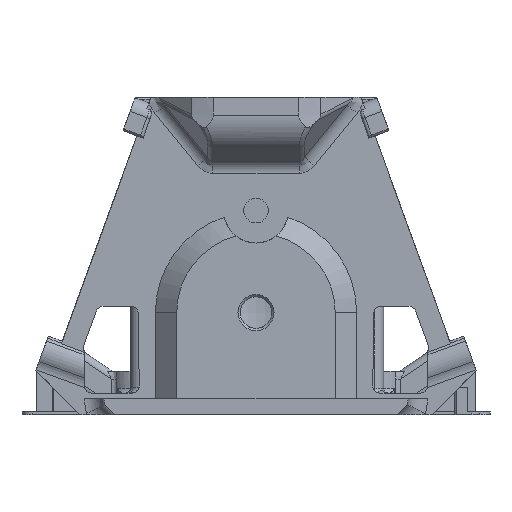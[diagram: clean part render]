
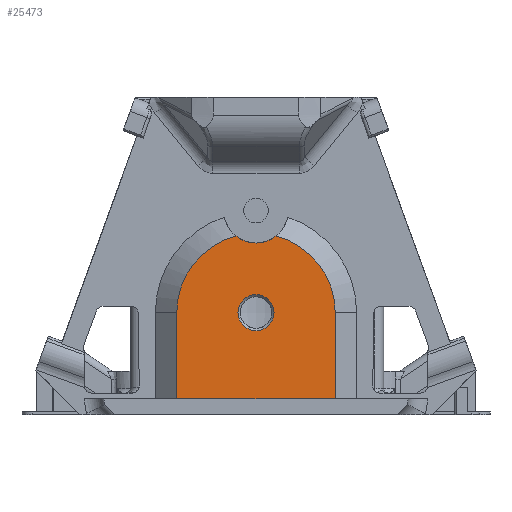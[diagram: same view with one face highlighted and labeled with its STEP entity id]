
A CAD part, front view. The second image highlights one B-rep face of the part: STEP entity #25473.
In plain terms, the highlighted planar face has unit normal (0, -1, 0).
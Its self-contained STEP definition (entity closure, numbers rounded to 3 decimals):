
#782=CIRCLE('',#27182,2.5);
#816=CIRCLE('',#27262,10.979);
#818=CIRCLE('',#27265,10.979);
#819=CIRCLE('',#27268,4.5);
#5256=ORIENTED_EDGE('',*,*,#11994,.F.);
#5257=ORIENTED_EDGE('',*,*,#11989,.F.);
#5258=ORIENTED_EDGE('',*,*,#11993,.T.);
#5259=ORIENTED_EDGE('',*,*,#11995,.F.);
#5260=ORIENTED_EDGE('',*,*,#11996,.F.);
#5261=ORIENTED_EDGE('',*,*,#11986,.T.);
#5262=ORIENTED_EDGE('',*,*,#11855,.F.);
#11855=EDGE_CURVE('',#15393,#15393,#782,.T.);
#11986=EDGE_CURVE('',#15500,#15503,#816,.T.);
#11989=EDGE_CURVE('',#15506,#15507,#818,.T.);
#11993=EDGE_CURVE('',#15506,#15509,#17834,.T.);
#11994=EDGE_CURVE('',#15507,#15503,#819,.T.);
#11995=EDGE_CURVE('',#15510,#15509,#17835,.T.);
#11996=EDGE_CURVE('',#15500,#15510,#17836,.T.);
#15393=VERTEX_POINT('',#43249);
#15500=VERTEX_POINT('',#43570);
#15503=VERTEX_POINT('',#43579);
#15506=VERTEX_POINT('',#43586);
#15507=VERTEX_POINT('',#43588);
#15509=VERTEX_POINT('',#43598);
#15510=VERTEX_POINT('',#43603);
#17834=LINE('',#43599,#19916);
#17835=LINE('',#43602,#19917);
#17836=LINE('',#43604,#19918);
#19916=VECTOR('',#31262,1000.);
#19917=VECTOR('',#31267,1000.);
#19918=VECTOR('',#31268,1000.);
#21664=EDGE_LOOP('',(#5256,#5257,#5258,#5259,#5260,#5261));
#21665=EDGE_LOOP('',(#5262));
#23248=FACE_BOUND('',#21664,.T.);
#23249=FACE_BOUND('',#21665,.T.);
#24611=PLANE('',#27267);
#25473=ADVANCED_FACE('',(#23248,#23249),#24611,.T.);
#27182=AXIS2_PLACEMENT_3D('',#43248,#31011,#31012);
#27262=AXIS2_PLACEMENT_3D('',#43580,#31249,#31250);
#27265=AXIS2_PLACEMENT_3D('',#43587,#31256,#31257);
#27267=AXIS2_PLACEMENT_3D('',#43600,#31263,#31264);
#27268=AXIS2_PLACEMENT_3D('',#43601,#31265,#31266);
#31011=DIRECTION('',(0.,-1.,0.));
#31012=DIRECTION('',(1.,0.,0.));
#31249=DIRECTION('',(0.,-1.,0.));
#31250=DIRECTION('',(-1.,0.,0.));
#31256=DIRECTION('',(0.,1.,0.));
#31257=DIRECTION('',(-1.,0.,0.));
#31262=DIRECTION('',(0.,0.,-1.));
#31263=DIRECTION('',(0.,-1.,0.));
#31264=DIRECTION('',(-1.,0.,0.));
#31265=DIRECTION('',(0.,-1.,0.));
#31266=DIRECTION('',(1.,0.,0.));
#31267=DIRECTION('',(-1.,0.,0.));
#31268=DIRECTION('',(0.,0.,-1.));
#43248=CARTESIAN_POINT('',(-115.4,1.55,14.15));
#43249=CARTESIAN_POINT('',(-112.9,1.55,14.15));
#43570=CARTESIAN_POINT('',(-104.421,1.55,14.15));
#43579=CARTESIAN_POINT('',(-112.61,1.55,24.769));
#43580=CARTESIAN_POINT('',(-115.4,1.55,14.15));
#43586=CARTESIAN_POINT('',(-126.379,1.55,14.15));
#43587=CARTESIAN_POINT('',(-115.4,1.55,14.15));
#43588=CARTESIAN_POINT('',(-118.19,1.55,24.769));
#43598=CARTESIAN_POINT('',(-126.379,1.55,2.2));
#43599=CARTESIAN_POINT('',(-126.379,1.55,14.15));
#43600=CARTESIAN_POINT('',(-115.4,1.55,14.15));
#43601=CARTESIAN_POINT('',(-115.4,1.55,28.3));
#43602=CARTESIAN_POINT('',(-115.398,1.55,2.2));
#43603=CARTESIAN_POINT('',(-104.421,1.55,2.2));
#43604=CARTESIAN_POINT('',(-104.421,1.55,14.15));
